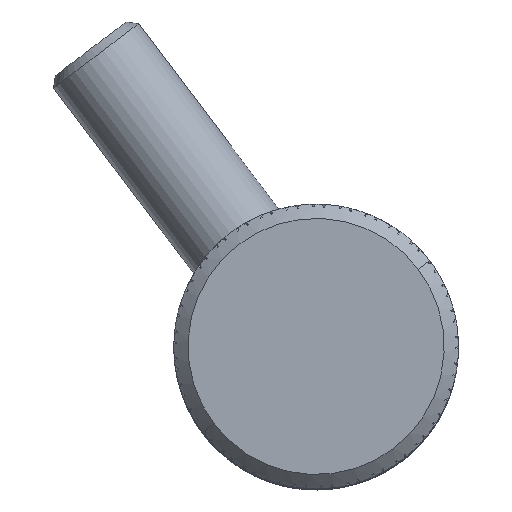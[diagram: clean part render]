
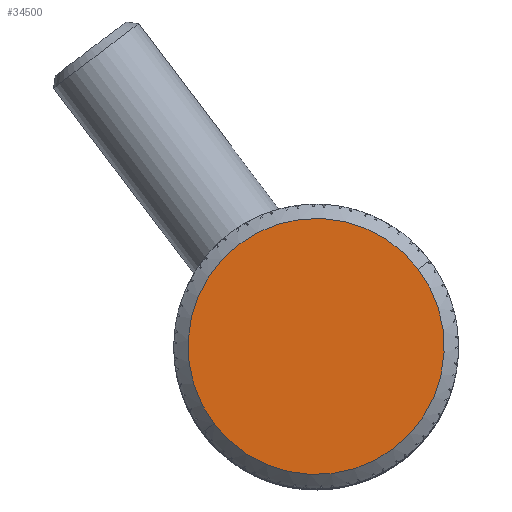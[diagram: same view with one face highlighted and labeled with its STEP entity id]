
A CAD part, top view. The second image highlights one B-rep face of the part: STEP entity #34500.
In plain terms, the highlighted planar face has unit normal (0, 0, 1).
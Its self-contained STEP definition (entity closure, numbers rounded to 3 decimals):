
#34300=CARTESIAN_POINT('',(4.291,3.901,42.));
#34310=DIRECTION('',(0.,0.,1.));
#34320=DIRECTION('',(1.,0.,0.));
#34330=AXIS2_PLACEMENT_3D('',#34300,#34310,#34320);
#34340=PLANE('',#34330);
#34350=CARTESIAN_POINT('',(0.,0.,42.));
#34360=DIRECTION('',(0.,0.,1.));
#34370=DIRECTION('',(1.,0.,0.));
#34380=AXIS2_PLACEMENT_3D('',#34350,#34360,#34370);
#34390=CIRCLE('',#34380,7.2);
#34400=CARTESIAN_POINT('',(7.2,0.,42.));
#34410=VERTEX_POINT('',#34400);
#34420=CARTESIAN_POINT('',(-7.2,0.,42.));
#34430=VERTEX_POINT('',#34420);
#34440=EDGE_CURVE('',#34410,#34430,#34390,.T.);
#34450=ORIENTED_EDGE('',*,*,#34440,.T.);
#34460=EDGE_CURVE('',#34430,#34410,#34390,.T.);
#34470=ORIENTED_EDGE('',*,*,#34460,.T.);
#34480=EDGE_LOOP('',(#34470,#34450));
#34490=FACE_OUTER_BOUND('',#34480,.T.);
#34500=ADVANCED_FACE('',(#34490),#34340,.T.);
